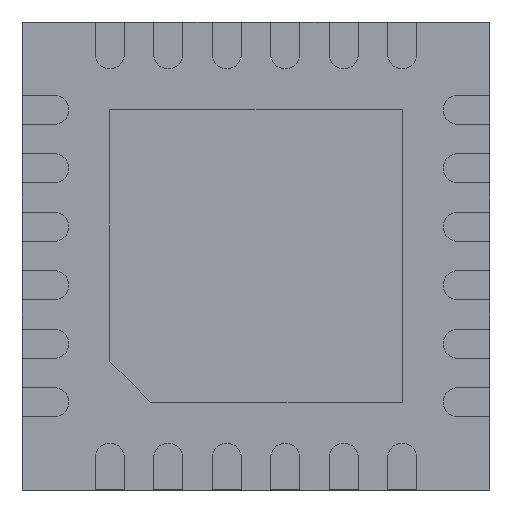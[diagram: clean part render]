
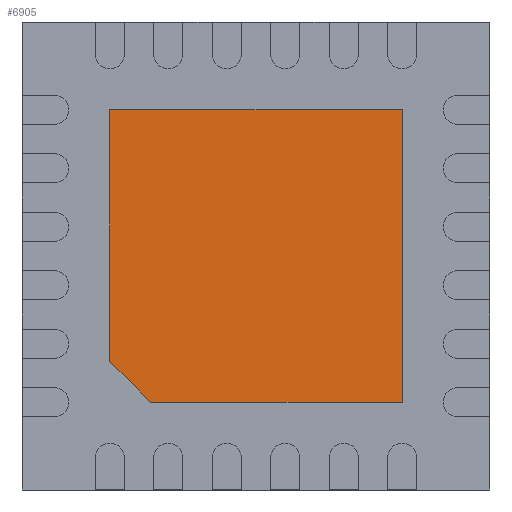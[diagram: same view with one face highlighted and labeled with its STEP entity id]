
A CAD part, front view. The second image highlights one B-rep face of the part: STEP entity #6905.
In plain terms, the highlighted planar face has unit normal (0, -1, 0).
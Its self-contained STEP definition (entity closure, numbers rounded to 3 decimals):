
#908=FACE_OUTER_BOUND('',#1275,.T.);
#1275=EDGE_LOOP('',(#6098,#6099,#6100,#6101,#6102));
#1926=LINE('',#12551,#2599);
#1930=LINE('',#12559,#2603);
#1933=LINE('',#12565,#2606);
#1936=LINE('',#12571,#2609);
#1939=LINE('',#12576,#2612);
#2599=VECTOR('',#8301,10.);
#2603=VECTOR('',#8307,10.);
#2606=VECTOR('',#8312,10.);
#2609=VECTOR('',#8317,10.);
#2612=VECTOR('',#8322,10.);
#3246=VERTEX_POINT('',#12549);
#3247=VERTEX_POINT('',#12550);
#3250=VERTEX_POINT('',#12558);
#3252=VERTEX_POINT('',#12564);
#3254=VERTEX_POINT('',#12570);
#4192=EDGE_CURVE('',#3246,#3247,#1926,.T.);
#4196=EDGE_CURVE('',#3250,#3246,#1930,.T.);
#4199=EDGE_CURVE('',#3252,#3250,#1933,.T.);
#4202=EDGE_CURVE('',#3254,#3252,#1936,.T.);
#4205=EDGE_CURVE('',#3247,#3254,#1939,.T.);
#6098=ORIENTED_EDGE('',*,*,#4205,.F.);
#6099=ORIENTED_EDGE('',*,*,#4192,.F.);
#6100=ORIENTED_EDGE('',*,*,#4196,.F.);
#6101=ORIENTED_EDGE('',*,*,#4199,.F.);
#6102=ORIENTED_EDGE('',*,*,#4202,.F.);
#6335=PLANE('',#7185);
#6905=ADVANCED_FACE('',(#908),#6335,.F.);
#7185=AXIS2_PLACEMENT_3D('',#12579,#8326,#8327);
#8301=DIRECTION('',(0.,0.,1.));
#8307=DIRECTION('',(-0.707,0.,0.707));
#8312=DIRECTION('',(-1.,0.,0.));
#8317=DIRECTION('',(0.,0.,-1.));
#8322=DIRECTION('',(1.,0.,0.));
#8326=DIRECTION('center_axis',(0.,1.,0.));
#8327=DIRECTION('ref_axis',(0.,0.,1.));
#12549=CARTESIAN_POINT('',(-1.25,0.,-0.9));
#12550=CARTESIAN_POINT('',(-1.25,0.,1.25));
#12551=CARTESIAN_POINT('',(-1.25,0.,-0.9));
#12558=CARTESIAN_POINT('',(-0.9,0.,-1.25));
#12559=CARTESIAN_POINT('',(-0.9,0.,-1.25));
#12564=CARTESIAN_POINT('',(1.25,0.,-1.25));
#12565=CARTESIAN_POINT('',(1.25,0.,-1.25));
#12570=CARTESIAN_POINT('',(1.25,0.,1.25));
#12571=CARTESIAN_POINT('',(1.25,0.,1.25));
#12576=CARTESIAN_POINT('',(-1.25,0.,1.25));
#12579=CARTESIAN_POINT('Origin',(0.029,0.,0.029));
